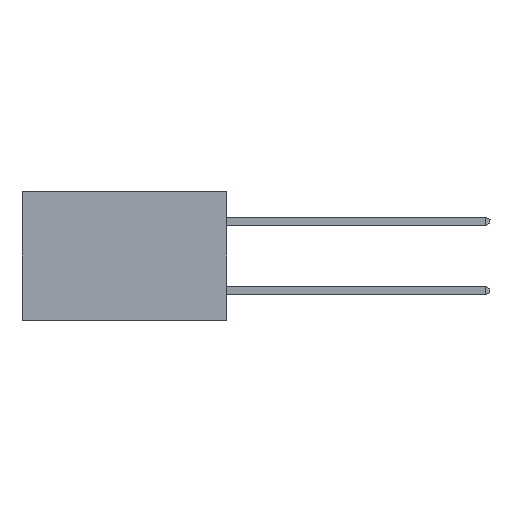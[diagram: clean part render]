
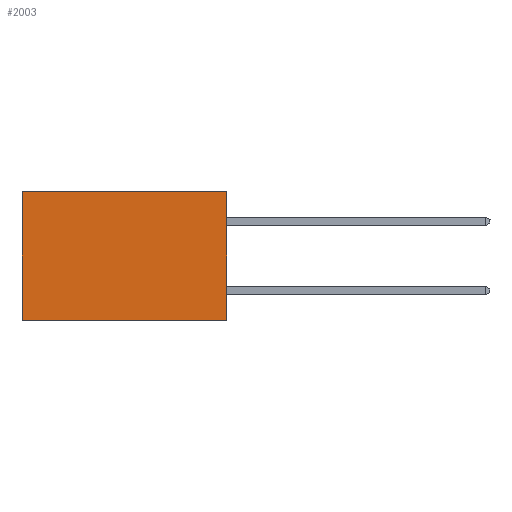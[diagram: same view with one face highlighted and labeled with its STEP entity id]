
A CAD part, left-side view. The second image highlights one B-rep face of the part: STEP entity #2003.
In plain terms, the highlighted planar face has unit normal (-1, 0, 0).
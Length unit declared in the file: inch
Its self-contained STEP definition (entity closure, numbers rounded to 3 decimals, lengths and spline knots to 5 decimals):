
#244 = ORIENTED_EDGE ( 'NONE', *, *, #1811, .T. ) ;
#841 = CARTESIAN_POINT ( 'NONE',  ( 0.277, 0., -0.37 ) ) ;
#885 = DIRECTION ( 'NONE',  ( 0., 0., -1. ) ) ;
#1368 = EDGE_CURVE ( 'NONE', #3691, #1766, #3497, .T. ) ;
#1766 = VERTEX_POINT ( 'NONE', #2255 ) ;
#1811 = EDGE_CURVE ( 'NONE', #1766, #3985, #2671, .T. ) ;
#2003 = ADVANCED_FACE ( 'NONE', ( #7858 ), #3620, .F. ) ;
#2211 = ORIENTED_EDGE ( 'NONE', *, *, #6273, .F. ) ;
#2255 = CARTESIAN_POINT ( 'NONE',  ( 0.277, 0.59, 0. ) ) ;
#2399 = DIRECTION ( 'NONE',  ( 0., 0., -1. ) ) ;
#2416 = CARTESIAN_POINT ( 'NONE',  ( 0.277, 0.59, -0.37 ) ) ;
#2671 = LINE ( 'NONE', #2416, #5988 ) ;
#2927 = CARTESIAN_POINT ( 'NONE',  ( 0.277, 0., -0.37 ) ) ;
#3497 = LINE ( 'NONE', #6293, #5216 ) ;
#3592 = DIRECTION ( 'NONE',  ( 1., 0., 0. ) ) ;
#3620 = PLANE ( 'NONE',  #6708 ) ;
#3691 = VERTEX_POINT ( 'NONE', #4015 ) ;
#3985 = VERTEX_POINT ( 'NONE', #6622 ) ;
#4015 = CARTESIAN_POINT ( 'NONE',  ( 0.277, 0., 0. ) ) ;
#4548 = VECTOR ( 'NONE', #885, 39.37008 ) ;
#4751 = EDGE_CURVE ( 'NONE', #3691, #6018, #6040, .T. ) ;
#4870 = DIRECTION ( 'NONE',  ( 0., 0., -1. ) ) ;
#4922 = CARTESIAN_POINT ( 'NONE',  ( 0.277, 0., -0.37 ) ) ;
#5216 = VECTOR ( 'NONE', #6278, 39.37008 ) ;
#5372 = ORIENTED_EDGE ( 'NONE', *, *, #4751, .F. ) ;
#5408 = VECTOR ( 'NONE', #7890, 39.37008 ) ;
#5988 = VECTOR ( 'NONE', #2399, 39.37008 ) ;
#6018 = VERTEX_POINT ( 'NONE', #2927 ) ;
#6040 = LINE ( 'NONE', #841, #4548 ) ;
#6273 = EDGE_CURVE ( 'NONE', #6018, #3985, #6871, .T. ) ;
#6278 = DIRECTION ( 'NONE',  ( 0., 1., 0. ) ) ;
#6293 = CARTESIAN_POINT ( 'NONE',  ( 0.277, 0., 0. ) ) ;
#6622 = CARTESIAN_POINT ( 'NONE',  ( 0.277, 0.59, -0.37 ) ) ;
#6708 = AXIS2_PLACEMENT_3D ( 'NONE', #4922, #3592, #4870 ) ;
#6840 = ORIENTED_EDGE ( 'NONE', *, *, #1368, .T. ) ;
#6871 = LINE ( 'NONE', #7876, #5408 ) ;
#7390 = EDGE_LOOP ( 'NONE', ( #244, #2211, #5372, #6840 ) ) ;
#7858 = FACE_OUTER_BOUND ( 'NONE', #7390, .T. ) ;
#7876 = CARTESIAN_POINT ( 'NONE',  ( 0.277, 0., -0.37 ) ) ;
#7890 = DIRECTION ( 'NONE',  ( 0., 1., 0. ) ) ;
